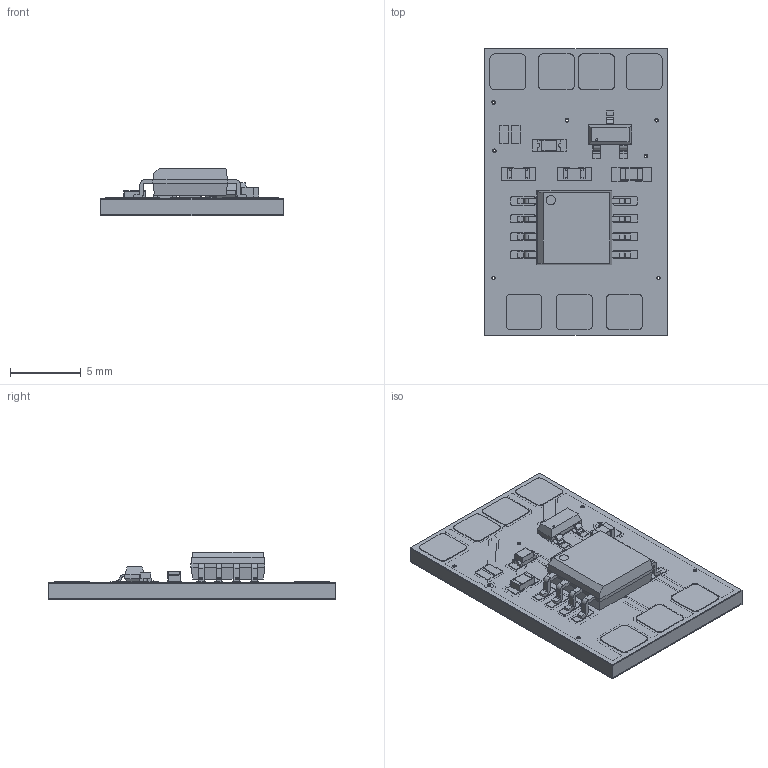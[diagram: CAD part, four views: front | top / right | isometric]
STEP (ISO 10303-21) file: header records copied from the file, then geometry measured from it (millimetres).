
FILE_DESCRIPTION(/* description */ (''),/* implementation_level */ '2;1');
FILE_NAME(/* name */ 'attiny_rc_switch_3d_model.step',/* time_stamp */ '2025-06-10T12:15:42-06:00',/* author */ (''),/* organization */ (''),/* preprocessor_version */ 'ST-DEVELOPER v20.1',/* originating_system */ 'Autodesk Translation Framework v14.10.0.0',/* authorisation */ '');
FILE_SCHEMA (('AUTOMOTIVE_DESIGN { 1 0 10303 214 3 1 1 }'));
Length unit declared in the file: millimetre
Products named in the file (21): ATTiny_RC_Switch; Board; 1-copper; 16-copper; 1-soldermask; 16-soldermask; Packages; ATTINY85-20SU; ATTINY85-20SU v1; CC0603ZRY5V9BB; CC0603ZRY5V9BB104 v1; RCS0603; RCS060310K0JNEA v1; LED_0603_WL-SMCW; 150060RS75000 v1; housing; cover; base; Polarity Mark; MOSFET_N-CH_IRLML2502TRPBF; IRLML2502TRPBF v1
Assembly tree (22 placements, depth 5):
  ATTiny_RC_Switch
    Board
    1-copper
    16-copper
    1-soldermask
    16-soldermask
    Packages
      ATTINY85-20SU
        ATTINY85-20SU v1
      CC0603ZRY5V9BB
        CC0603ZRY5V9BB104 v1
      RCS0603  x2
        RCS060310K0JNEA v1
      LED_0603_WL-SMCW
        150060RS75000 v1
          housing
          cover
          base  x2
          Polarity Mark
      MOSFET_N-CH_IRLML2502TRPBF
        IRLML2502TRPBF v1
Bounding box: 12.95 x 20.32 x 3.39 mm (x, y, z)
Volume: 404.4 mm3; surface area: 2895.9 mm2
Topology: 87 solids, 87 shells, 1729 faces, 4611 edges, 3046 vertices
Faces by surface type: plane 1438, cylinder 279, sphere 12
Full cylindrical faces by diameter (mm): 0.152 x1, 0.184 x24, 0.254 x32, 0.65 x2
Entity records: 52540 total; most frequent: CARTESIAN_POINT 9148, ORIENTED_EDGE 8938, DIRECTION 8463, EDGE_CURVE 4469, LINE 3913, VECTOR 3913, VERTEX_POINT 2960, AXIS2_PLACEMENT_3D 2275
